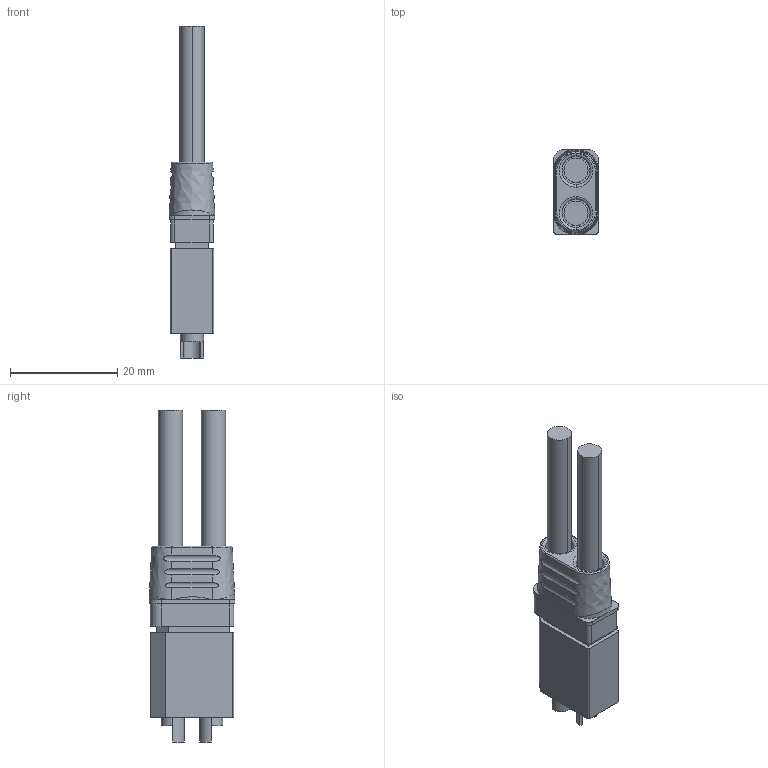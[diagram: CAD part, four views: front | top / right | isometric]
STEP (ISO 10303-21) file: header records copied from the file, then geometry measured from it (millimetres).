
FILE_DESCRIPTION (( 'STEP AP214' ), '1' );
FILE_NAME ('XT60.STEP', '2023-01-30T15:59:07', ( '' ), ( '' ), 'SwSTEP 2.0', 'SolidWorks 2022', '' );
FILE_SCHEMA (( 'AUTOMOTIVE_DESIGN' ));
Length unit declared in the file: millimetre
Products named in the file (3): XT60-M; XT60; XT60_F
Assembly tree (2 placements, depth 2):
  XT60
    XT60-M
    XT60_F
Bounding box: 8.5 x 16 x 61.9 mm (x, y, z)
Volume: 4087 mm3; surface area: 4665.7 mm2
Topology: 4 solids, 4 shells, 225 faces, 540 edges, 340 vertices
Faces by surface type: plane 117, cylinder 74, cone 16, torus 12, bspline 6
Entity records: 9141 total; most frequent: CARTESIAN_POINT 2466, DIRECTION 1098, ORIENTED_EDGE 1064, EDGE_CURVE 532, AXIS2_PLACEMENT_3D 402, VERTEX_POINT 340, LINE 294, VECTOR 294
